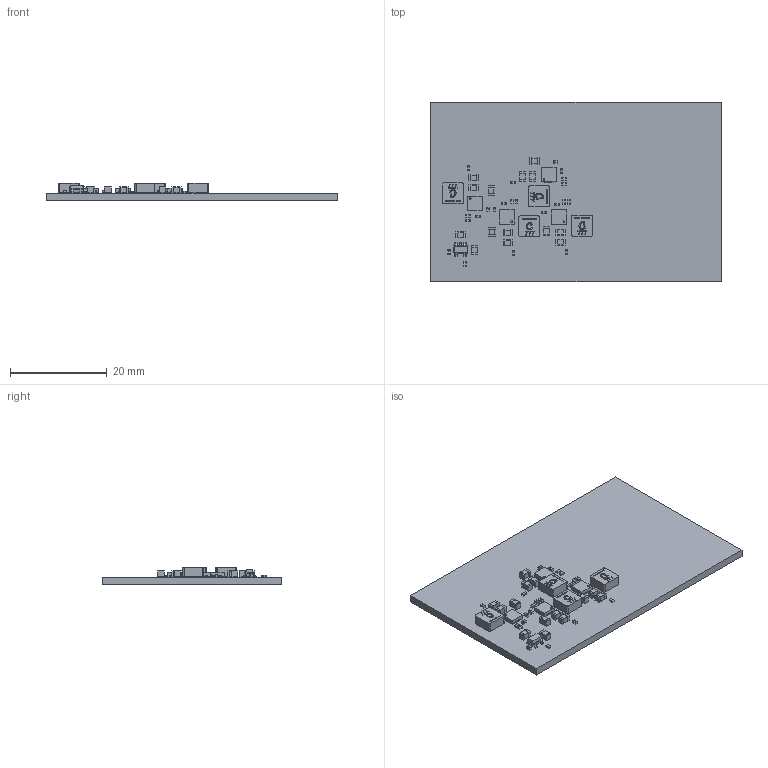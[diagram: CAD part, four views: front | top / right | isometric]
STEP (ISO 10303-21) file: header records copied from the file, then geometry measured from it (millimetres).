
FILE_DESCRIPTION(('KiCad electronic assembly'),'2;1');
FILE_NAME('hardware.step','2021-05-31T21:39:53',('An Author'),( 'A Company'),'Open CASCADE STEP processor 7.5', 'KiCad to STEP converter','Unknown');
FILE_SCHEMA(('AUTOMOTIVE_DESIGN { 1 0 10303 214 1 1 1 1 }'));
Length unit declared in the file: millimetre
Products named in the file (14): Open CASCADE STEP translator 7.5 1; C_0805_2012Metric; SOLID; C_0402_1005Metric; R_0402_1005Metric; SOT-23-5; QFN-3x3; COMPOUND; Coilcraft-XAL4020
Assembly tree (52 placements, depth 3):
  Open CASCADE STEP translator 7.5 1
    C_0805_2012Metric  x14
      SOLID
    C_0402_1005Metric  x9
      SOLID
    R_0402_1005Metric  x13
      SOLID
    SOT-23-5
      SOLID
    QFN-3x3  x4
      COMPOUND
    Coilcraft-XAL4020  x4
      SOLID
    COMPOUND
Bounding box: 60 x 37 x 3.65 mm (x, y, z)
Volume: 3783.7 mm3; surface area: 5469.2 mm2
Topology: 114 solids, 114 shells, 1977 faces, 4885 edges, 3214 vertices
Faces by surface type: plane 1432, cylinder 444, bspline 101
Full cylindrical faces by diameter (mm): 0.203 x20
Entity records: 29984 total; most frequent: CARTESIAN_POINT 6503, DIRECTION 3935, LINE 2649, VECTOR 2649, ORIENTED_EDGE 2120, PCURVE 2120, DEFINITIONAL_REPRESENTATION 2120, EDGE_CURVE 1060
